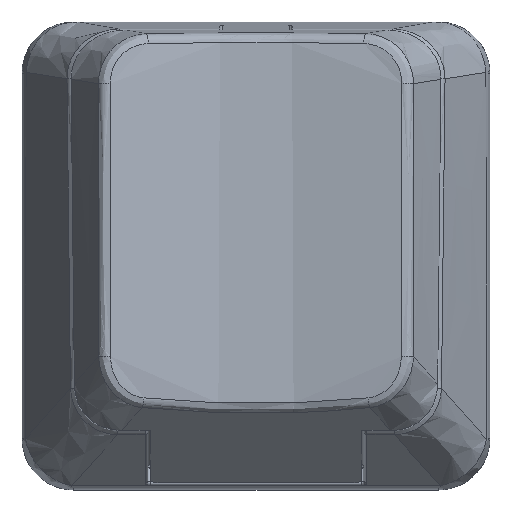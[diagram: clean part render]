
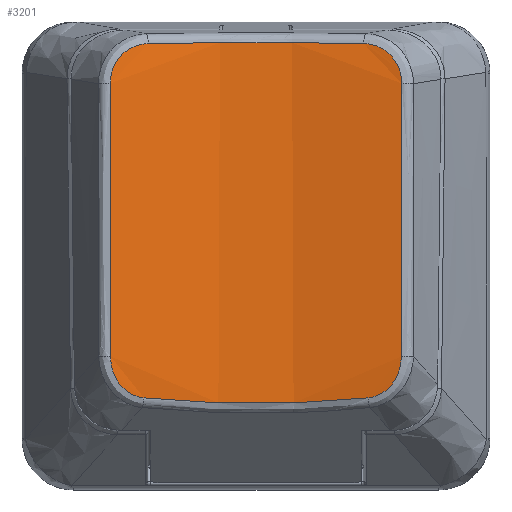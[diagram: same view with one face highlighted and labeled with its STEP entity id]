
A CAD part, top view. The second image highlights one B-rep face of the part: STEP entity #3201.
In plain terms, the highlighted free-form (B-spline) face has degree [1, 2] with [2, 3] control points.
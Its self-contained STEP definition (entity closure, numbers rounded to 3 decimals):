
#24=(
BOUNDED_SURFACE()
B_SPLINE_SURFACE(1,2,((#7934,#7935,#7936),(#7937,#7938,#7939)),
 .UNSPECIFIED.,.F.,.F.,.F.)
B_SPLINE_SURFACE_WITH_KNOTS((2,2),(3,3),(-0.528,0.124),
(-1.836,-1.306),.UNSPECIFIED.)
GEOMETRIC_REPRESENTATION_ITEM()
RATIONAL_B_SPLINE_SURFACE(((1.,0.965,1.),(1.,0.965,
1.)))
REPRESENTATION_ITEM('')
SURFACE()
);
#328=B_SPLINE_CURVE_WITH_KNOTS('',3,(#7725,#7726,#7727,#7728,#7729),
 .UNSPECIFIED.,.F.,.F.,(4,1,4),(0.,0.104,0.244),
 .UNSPECIFIED.);
#329=B_SPLINE_CURVE_WITH_KNOTS('',3,(#7751,#7752,#7753,#7754),
 .UNSPECIFIED.,.F.,.F.,(4,4),(-1.061,0.),.UNSPECIFIED.);
#330=B_SPLINE_CURVE_WITH_KNOTS('',3,(#7783,#7784,#7785,#7786,#7787),
 .UNSPECIFIED.,.F.,.F.,(4,1,4),(0.,0.132,
0.23),.UNSPECIFIED.);
#331=B_SPLINE_CURVE_WITH_KNOTS('',3,(#7810,#7811,#7812,#7813),
 .UNSPECIFIED.,.F.,.F.,(4,4),(0.,0.892),.UNSPECIFIED.);
#332=B_SPLINE_CURVE_WITH_KNOTS('',3,(#7846,#7847,#7848,#7849,#7850,#7851),
 .UNSPECIFIED.,.F.,.F.,(4,1,1,4),(0.,0.066,
0.132,0.23),.UNSPECIFIED.);
#333=B_SPLINE_CURVE_WITH_KNOTS('',3,(#7873,#7874,#7875,#7876),
 .UNSPECIFIED.,.F.,.F.,(4,4),(-1.061,0.),.UNSPECIFIED.);
#334=B_SPLINE_CURVE_WITH_KNOTS('',3,(#7905,#7906,#7907,#7908,#7909),
 .UNSPECIFIED.,.F.,.F.,(4,1,4),(0.,0.104,0.244),
 .UNSPECIFIED.);
#335=B_SPLINE_CURVE_WITH_KNOTS('',3,(#7930,#7931,#7932,#7933),
 .UNSPECIFIED.,.F.,.F.,(4,4),(0.,0.856),
 .UNSPECIFIED.);
#593=FACE_OUTER_BOUND('',#792,.T.);
#792=EDGE_LOOP('',(#2949,#2950,#2951,#2952,#2953,#2954,#2955,#2956));
#1512=VERTEX_POINT('',#7721);
#1513=VERTEX_POINT('',#7723);
#1514=VERTEX_POINT('',#7750);
#1515=VERTEX_POINT('',#7781);
#1516=VERTEX_POINT('',#7808);
#1517=VERTEX_POINT('',#7844);
#1518=VERTEX_POINT('',#7872);
#1519=VERTEX_POINT('',#7903);
#1988=EDGE_CURVE('',#1513,#1512,#328,.T.);
#1989=EDGE_CURVE('',#1512,#1514,#329,.T.);
#1992=EDGE_CURVE('',#1514,#1515,#330,.T.);
#1994=EDGE_CURVE('',#1515,#1516,#331,.T.);
#1996=EDGE_CURVE('',#1516,#1517,#332,.T.);
#1997=EDGE_CURVE('',#1517,#1518,#333,.T.);
#2000=EDGE_CURVE('',#1518,#1519,#334,.T.);
#2001=EDGE_CURVE('',#1519,#1513,#335,.T.);
#2949=ORIENTED_EDGE('',*,*,#1988,.F.);
#2950=ORIENTED_EDGE('',*,*,#2001,.F.);
#2951=ORIENTED_EDGE('',*,*,#2000,.F.);
#2952=ORIENTED_EDGE('',*,*,#1997,.F.);
#2953=ORIENTED_EDGE('',*,*,#1996,.F.);
#2954=ORIENTED_EDGE('',*,*,#1994,.F.);
#2955=ORIENTED_EDGE('',*,*,#1992,.F.);
#2956=ORIENTED_EDGE('',*,*,#1989,.F.);
#3201=ADVANCED_FACE('',(#593),#24,.T.);
#7721=CARTESIAN_POINT('',(5.655,6.689,6.121));
#7723=CARTESIAN_POINT('',(4.179,8.235,5.697));
#7725=CARTESIAN_POINT('Ctrl Pts',(4.179,8.235,5.697));
#7726=CARTESIAN_POINT('Ctrl Pts',(4.514,8.229,5.763));
#7727=CARTESIAN_POINT('Ctrl Pts',(5.293,7.953,5.953));
#7728=CARTESIAN_POINT('Ctrl Pts',(5.656,7.153,6.097));
#7729=CARTESIAN_POINT('Ctrl Pts',(5.655,6.689,6.121));
#7750=CARTESIAN_POINT('',(5.642,-3.91,6.673));
#7751=CARTESIAN_POINT('Ctrl Pts',(5.655,6.689,6.121));
#7752=CARTESIAN_POINT('Ctrl Pts',(5.65,3.156,6.305));
#7753=CARTESIAN_POINT('Ctrl Pts',(5.646,-0.377,6.489));
#7754=CARTESIAN_POINT('Ctrl Pts',(5.642,-3.91,6.673));
#7781=CARTESIAN_POINT('',(4.344,-5.519,6.451));
#7783=CARTESIAN_POINT('Ctrl Pts',(5.642,-3.91,6.673));
#7784=CARTESIAN_POINT('Ctrl Pts',(5.641,-4.348,6.696));
#7785=CARTESIAN_POINT('Ctrl Pts',(5.366,-5.13,6.659));
#7786=CARTESIAN_POINT('Ctrl Pts',(4.66,-5.487,6.514));
#7787=CARTESIAN_POINT('Ctrl Pts',(4.344,-5.519,6.451));
#7808=CARTESIAN_POINT('',(-4.344,-5.519,6.451));
#7810=CARTESIAN_POINT('Ctrl Pts',(4.344,-5.519,6.451));
#7811=CARTESIAN_POINT('Ctrl Pts',(1.495,-5.812,5.886));
#7812=CARTESIAN_POINT('Ctrl Pts',(-1.495,-5.812,5.886));
#7813=CARTESIAN_POINT('Ctrl Pts',(-4.344,-5.519,6.451));
#7844=CARTESIAN_POINT('',(-5.642,-3.91,6.673));
#7846=CARTESIAN_POINT('Ctrl Pts',(-4.344,-5.519,6.451));
#7847=CARTESIAN_POINT('Ctrl Pts',(-4.555,-5.497,6.493));
#7848=CARTESIAN_POINT('Ctrl Pts',(-4.966,-5.353,6.576));
#7849=CARTESIAN_POINT('Ctrl Pts',(-5.498,-4.791,6.68));
#7850=CARTESIAN_POINT('Ctrl Pts',(-5.641,-4.239,6.69));
#7851=CARTESIAN_POINT('Ctrl Pts',(-5.642,-3.91,6.673));
#7872=CARTESIAN_POINT('',(-5.655,6.689,6.121));
#7873=CARTESIAN_POINT('Ctrl Pts',(-5.642,-3.91,6.673));
#7874=CARTESIAN_POINT('Ctrl Pts',(-5.646,-0.377,
6.489));
#7875=CARTESIAN_POINT('Ctrl Pts',(-5.65,3.156,6.305));
#7876=CARTESIAN_POINT('Ctrl Pts',(-5.655,6.689,6.121));
#7903=CARTESIAN_POINT('',(-4.179,8.235,5.697));
#7905=CARTESIAN_POINT('Ctrl Pts',(-5.655,6.689,6.121));
#7906=CARTESIAN_POINT('Ctrl Pts',(-5.656,7.037,6.103));
#7907=CARTESIAN_POINT('Ctrl Pts',(-5.392,7.85,5.986));
#7908=CARTESIAN_POINT('Ctrl Pts',(-4.626,8.227,5.785));
#7909=CARTESIAN_POINT('Ctrl Pts',(-4.179,8.235,5.697));
#7930=CARTESIAN_POINT('Ctrl Pts',(-4.179,8.235,5.697));
#7931=CARTESIAN_POINT('Ctrl Pts',(-1.428,8.284,5.156));
#7932=CARTESIAN_POINT('Ctrl Pts',(1.428,8.284,5.156));
#7933=CARTESIAN_POINT('Ctrl Pts',(4.179,8.235,5.697));
#7934=CARTESIAN_POINT('Ctrl Pts',(5.655,-5.719,6.772));
#7935=CARTESIAN_POINT('Ctrl Pts',(0.,-5.799,
5.253));
#7936=CARTESIAN_POINT('Ctrl Pts',(-5.655,-5.719,6.772));
#7937=CARTESIAN_POINT('Ctrl Pts',(5.655,8.33,6.035));
#7938=CARTESIAN_POINT('Ctrl Pts',(0.,8.251,
4.516));
#7939=CARTESIAN_POINT('Ctrl Pts',(-5.655,8.33,6.035));
